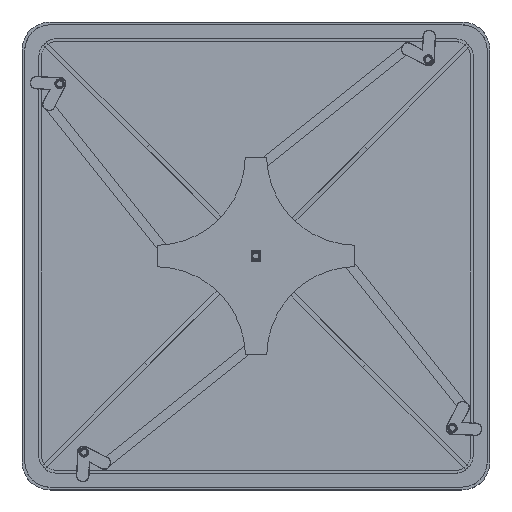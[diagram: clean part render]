
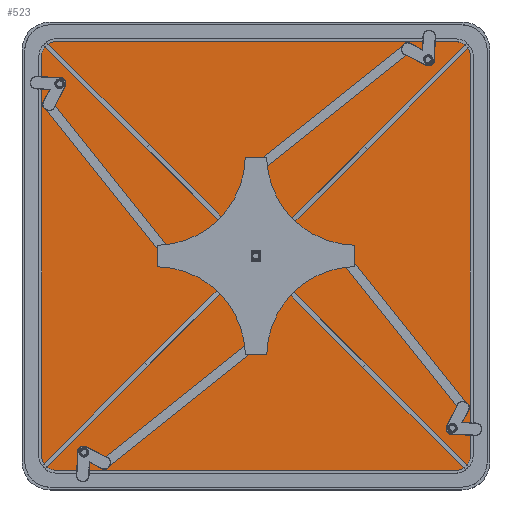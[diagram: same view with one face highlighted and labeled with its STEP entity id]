
A CAD part, top view. The second image highlights one B-rep face of the part: STEP entity #523.
In plain terms, the highlighted free-form (B-spline) face has degree [1, 1] with [2, 2] control points.
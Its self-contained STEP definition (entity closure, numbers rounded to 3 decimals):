
#149 = EDGE_CURVE('',#150,#152,#154,.T.);
#150 = VERTEX_POINT('',#151);
#151 = CARTESIAN_POINT('',(-504.698,471.538,
    6.632));
#152 = VERTEX_POINT('',#153);
#153 = CARTESIAN_POINT('',(-504.698,-471.538,
    6.632));
#154 = B_SPLINE_CURVE_WITH_KNOTS('',1,(#155,#156),.UNSPECIFIED.,.F.,.F.,
  (2,2),(-355.5,355.5),.PIECEWISE_BEZIER_KNOTS.);
#155 = CARTESIAN_POINT('',(-504.698,471.538,
    6.632));
#156 = CARTESIAN_POINT('',(-504.698,-471.538,
    6.632));
#195 = VERTEX_POINT('',#196);
#196 = CARTESIAN_POINT('',(-471.538,504.698,6.632
    ));
#201 = EDGE_CURVE('',#195,#150,#202,.T.);
#202 = ( BOUNDED_CURVE() B_SPLINE_CURVE(2,(#203,#204,#205),
.UNSPECIFIED.,.F.,.F.) B_SPLINE_CURVE_WITH_KNOTS((3,3),(1.571,
3.142),.PIECEWISE_BEZIER_KNOTS.) CURVE() 
GEOMETRIC_REPRESENTATION_ITEM() RATIONAL_B_SPLINE_CURVE((1.,
0.707,1.)) REPRESENTATION_ITEM('') );
#203 = CARTESIAN_POINT('',(-471.538,504.698,6.632
    ));
#204 = CARTESIAN_POINT('',(-504.698,504.698,6.632
    ));
#205 = CARTESIAN_POINT('',(-504.698,471.538,
    6.632));
#217 = EDGE_CURVE('',#218,#195,#220,.T.);
#218 = VERTEX_POINT('',#219);
#219 = CARTESIAN_POINT('',(471.538,504.698,6.632
    ));
#220 = B_SPLINE_CURVE_WITH_KNOTS('',1,(#221,#222),.UNSPECIFIED.,.F.,.F.,
  (2,2),(-355.5,355.5),.PIECEWISE_BEZIER_KNOTS.);
#221 = CARTESIAN_POINT('',(471.538,504.698,6.632
    ));
#222 = CARTESIAN_POINT('',(-471.538,504.698,6.632
    ));
#255 = VERTEX_POINT('',#256);
#256 = CARTESIAN_POINT('',(504.698,471.538,6.632
    ));
#261 = EDGE_CURVE('',#255,#218,#262,.T.);
#262 = ( BOUNDED_CURVE() B_SPLINE_CURVE(2,(#263,#264,#265),
.UNSPECIFIED.,.F.,.F.) B_SPLINE_CURVE_WITH_KNOTS((3,3),(0.,
1.571),.PIECEWISE_BEZIER_KNOTS.) CURVE() 
GEOMETRIC_REPRESENTATION_ITEM() RATIONAL_B_SPLINE_CURVE((1.,
0.707,1.)) REPRESENTATION_ITEM('') );
#263 = CARTESIAN_POINT('',(504.698,471.538,6.632
    ));
#264 = CARTESIAN_POINT('',(504.698,504.698,6.632)
  );
#265 = CARTESIAN_POINT('',(471.538,504.698,6.632
    ));
#390 = VERTEX_POINT('',#391);
#391 = CARTESIAN_POINT('',(-471.538,-504.698,
    6.632));
#405 = EDGE_CURVE('',#152,#390,#406,.T.);
#406 = ( BOUNDED_CURVE() B_SPLINE_CURVE(2,(#407,#408,#409),
.UNSPECIFIED.,.F.,.F.) B_SPLINE_CURVE_WITH_KNOTS((3,3),(3.142,
4.712),.PIECEWISE_BEZIER_KNOTS.) CURVE() 
GEOMETRIC_REPRESENTATION_ITEM() RATIONAL_B_SPLINE_CURVE((1.,
0.707,1.)) REPRESENTATION_ITEM('') );
#407 = CARTESIAN_POINT('',(-504.698,-471.538,
    6.632));
#408 = CARTESIAN_POINT('',(-504.698,-504.698,
    6.632));
#409 = CARTESIAN_POINT('',(-471.538,-504.698,
    6.632));
#421 = EDGE_CURVE('',#390,#422,#424,.T.);
#422 = VERTEX_POINT('',#423);
#423 = CARTESIAN_POINT('',(471.538,-504.698,
    6.632));
#424 = B_SPLINE_CURVE_WITH_KNOTS('',1,(#425,#426),.UNSPECIFIED.,.F.,.F.,
  (2,2),(-355.5,355.5),.PIECEWISE_BEZIER_KNOTS.);
#425 = CARTESIAN_POINT('',(-471.538,-504.698,
    6.632));
#426 = CARTESIAN_POINT('',(471.538,-504.698,
    6.632));
#450 = VERTEX_POINT('',#451);
#451 = CARTESIAN_POINT('',(504.698,-471.538,6.632
    ));
#465 = EDGE_CURVE('',#422,#450,#466,.T.);
#466 = ( BOUNDED_CURVE() B_SPLINE_CURVE(2,(#467,#468,#469),
.UNSPECIFIED.,.F.,.F.) B_SPLINE_CURVE_WITH_KNOTS((3,3),(4.712,
6.283),.PIECEWISE_BEZIER_KNOTS.) CURVE() 
GEOMETRIC_REPRESENTATION_ITEM() RATIONAL_B_SPLINE_CURVE((1.,
0.707,1.)) REPRESENTATION_ITEM('') );
#467 = CARTESIAN_POINT('',(471.538,-504.698,
    6.632));
#468 = CARTESIAN_POINT('',(504.698,-504.698,6.632
    ));
#469 = CARTESIAN_POINT('',(504.698,-471.538,6.632
    ));
#481 = EDGE_CURVE('',#450,#255,#482,.T.);
#482 = B_SPLINE_CURVE_WITH_KNOTS('',1,(#483,#484),.UNSPECIFIED.,.F.,.F.,
  (2,2),(-355.5,355.5),.PIECEWISE_BEZIER_KNOTS.);
#483 = CARTESIAN_POINT('',(504.698,-471.538,6.632
    ));
#484 = CARTESIAN_POINT('',(504.698,471.538,6.632
    ));
#523 = ADVANCED_FACE('',(#524,#534),#548,.T.);
#524 = FACE_BOUND('',#525,.T.);
#525 = EDGE_LOOP('',(#526,#527,#528,#529,#530,#531,#532,#533));
#526 = ORIENTED_EDGE('',*,*,#261,.T.);
#527 = ORIENTED_EDGE('',*,*,#217,.T.);
#528 = ORIENTED_EDGE('',*,*,#201,.T.);
#529 = ORIENTED_EDGE('',*,*,#149,.T.);
#530 = ORIENTED_EDGE('',*,*,#405,.T.);
#531 = ORIENTED_EDGE('',*,*,#421,.T.);
#532 = ORIENTED_EDGE('',*,*,#465,.T.);
#533 = ORIENTED_EDGE('',*,*,#481,.T.);
#534 = FACE_BOUND('',#535,.T.);
#535 = EDGE_LOOP('',(#536));
#536 = ORIENTED_EDGE('',*,*,#537,.T.);
#537 = EDGE_CURVE('',#538,#538,#540,.T.);
#538 = VERTEX_POINT('',#539);
#539 = CARTESIAN_POINT('',(0.,43.108,6.632));
#540 = ( BOUNDED_CURVE() B_SPLINE_CURVE(2,(#541,#542,#543,#544,#545,#546
,#547),.UNSPECIFIED.,.T.,.F.) B_SPLINE_CURVE_WITH_KNOTS((1,2,2,2,2,1),(
    -2.094,0.,2.094,4.189,6.283,
8.378),.UNSPECIFIED.) CURVE() GEOMETRIC_REPRESENTATION_ITEM() 
RATIONAL_B_SPLINE_CURVE((1.,0.5,1.,0.5,1.,0.5,1.)) REPRESENTATION_ITEM(
  '') );
#541 = CARTESIAN_POINT('',(0.,43.108,6.632));
#542 = CARTESIAN_POINT('',(74.666,43.108,6.632
    ));
#543 = CARTESIAN_POINT('',(37.333,-21.554,6.632
    ));
#544 = CARTESIAN_POINT('',(0.,-86.216,
    6.632));
#545 = CARTESIAN_POINT('',(-37.333,-21.554,
    6.632));
#546 = CARTESIAN_POINT('',(-74.666,43.108,
    6.632));
#547 = CARTESIAN_POINT('',(0.,43.108,6.632));
#548 = B_SPLINE_SURFACE_WITH_KNOTS('',1,1,(
    (#549,#550)
    ,(#551,#552
    )),.UNSPECIFIED.,.F.,.F.,.F.,(2,2),(2,2),(-380.5,380.5),(-380.5,
    380.5),.PIECEWISE_BEZIER_KNOTS.);
#549 = CARTESIAN_POINT('',(-504.698,-504.698,
    6.632));
#550 = CARTESIAN_POINT('',(-504.698,504.698,6.632
    ));
#551 = CARTESIAN_POINT('',(504.698,-504.698,6.632
    ));
#552 = CARTESIAN_POINT('',(504.698,504.698,6.632)
  );
